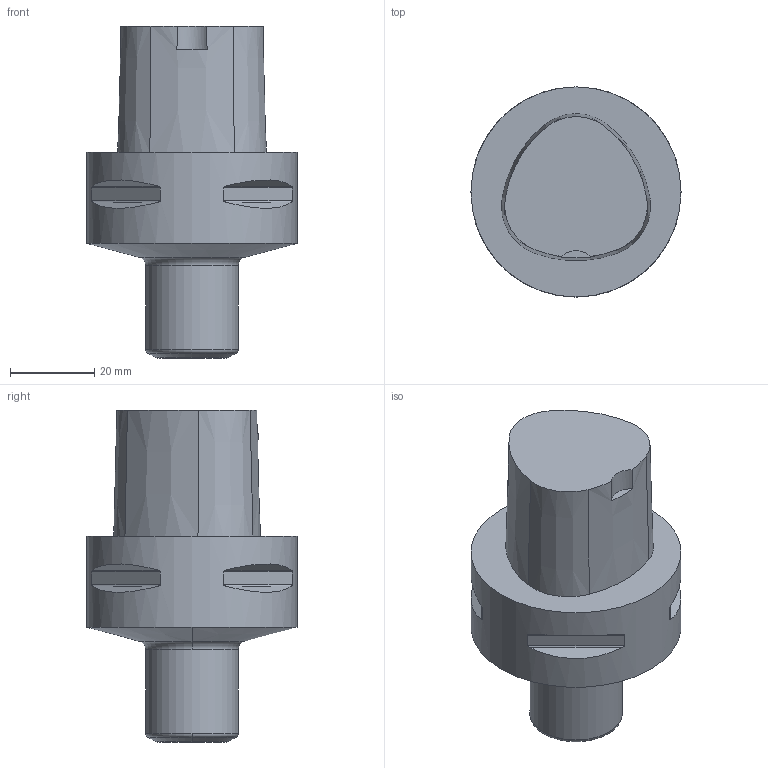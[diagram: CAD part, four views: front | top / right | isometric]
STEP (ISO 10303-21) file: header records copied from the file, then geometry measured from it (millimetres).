
FILE_DESCRIPTION(/* description */ (''),/* implementation_level */ '2;1');
FILE_NAME(/* name */ '1575947651571.stp',/* time_stamp */ '2019-12-10T08:44:24+05:00',/* author */ (''),/* organization */ ('SMS'),/* preprocessor_version */ 'ST-DEVELOPER v16.7',/* originating_system */ 'SIEMENS PLM Software NX 12.0',/* authorisation */ '');
FILE_SCHEMA (('AUTOMOTIVE_DESIGN { 1 0 10303 214 3 1 1 1 }'));
Length unit declared in the file: millimetre
Products named in the file (1): 201733226mod000_01
Bounding box: 50 x 50 x 79 mm (x, y, z)
Volume: 81259.5 mm3; surface area: 12927.1 mm2
Topology: 1 solids, 1 shells, 62 faces, 148 edges, 96 vertices
Faces by surface type: cylinder 24, plane 17, cone 15, torus 6
Full cylindrical faces by diameter (mm): 22 x1, 50 x1
Entity records: 2210 total; most frequent: CARTESIAN_POINT 707, ORIENTED_EDGE 308, DIRECTION 298, EDGE_CURVE 154, AXIS2_PLACEMENT_3D 120, VERTEX_POINT 103, EDGE_LOOP 71, ADVANCED_FACE 62
